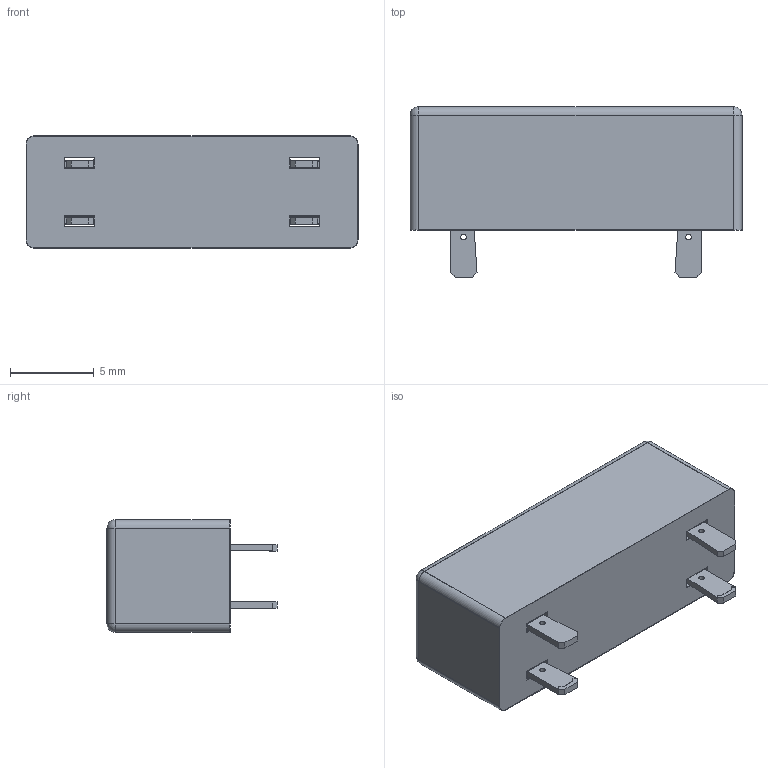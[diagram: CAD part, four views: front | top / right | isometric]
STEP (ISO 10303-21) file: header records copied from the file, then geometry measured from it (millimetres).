
FILE_DESCRIPTION(/* description */ (''),/* implementation_level */ '2;1');
FILE_NAME(/* name */ 'Auto_Fuse_Holder.stp',/* time_stamp */ '2021-03-21T01:02:59-07:00',/* author */ ('circu'),/* organization */ (''),/* preprocessor_version */ 'ST-DEVELOPER v17',/* originating_system */ 'Autodesk Inventor 2019',/* authorisation */ '');
FILE_SCHEMA (('AUTOMOTIVE_DESIGN { 1 0 10303 214 3 1 1 }'));
Length unit declared in the file: inch
Products named in the file (1): Auto_Fuse_Holder
Bounding box: 19.81 x 10.16 x 6.73 mm (x, y, z)
Volume: 94.8 mm3; surface area: 2203.7 mm2
Topology: 1 solids, 1 shells, 356 faces, 992 edges, 616 vertices
Faces by surface type: plane 292, cylinder 52, sphere 8, bspline 4
Full cylindrical faces by diameter (mm): 0.326 x4
Entity records: 11611 total; most frequent: CARTESIAN_POINT 2037, ORIENTED_EDGE 1968, DIRECTION 1814, EDGE_CURVE 984, LINE 852, VECTOR 852, VERTEX_POINT 616, AXIS2_PLACEMENT_3D 481
